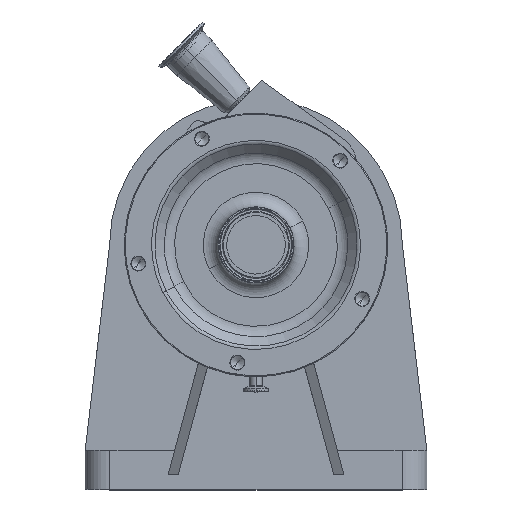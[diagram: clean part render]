
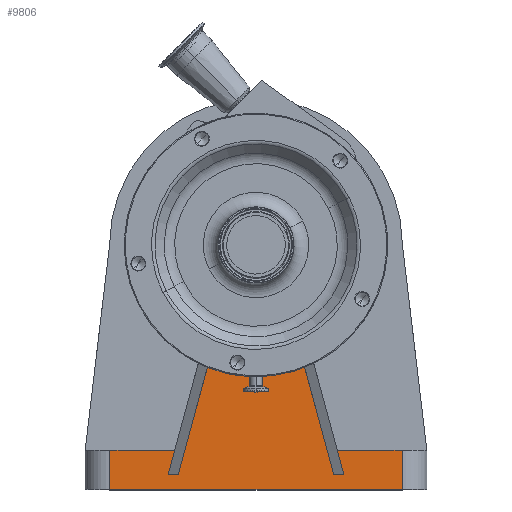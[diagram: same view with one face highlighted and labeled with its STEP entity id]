
A CAD part, top view. The second image highlights one B-rep face of the part: STEP entity #9806.
In plain terms, the highlighted planar face has unit normal (0, 0, 1).
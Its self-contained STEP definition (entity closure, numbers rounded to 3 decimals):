
#58 = VERTEX_POINT ( 'NONE', #6400 ) ;
#247 = ORIENTED_EDGE ( 'NONE', *, *, #4567, .T. ) ;
#395 = VECTOR ( 'NONE', #3699, 1000. ) ;
#605 = CARTESIAN_POINT ( 'NONE',  ( -40.6, -91.387, 120. ) ) ;
#717 = EDGE_CURVE ( 'NONE', #1959, #4937, #3700, .T. ) ;
#760 = CARTESIAN_POINT ( 'NONE',  ( 90., -235., 120. ) ) ;
#1088 = ORIENTED_EDGE ( 'NONE', *, *, #8218, .T. ) ;
#1167 = LINE ( 'NONE', #8942, #9098 ) ;
#1221 = VECTOR ( 'NONE', #4139, 1000. ) ;
#1569 = VECTOR ( 'NONE', #5364, 1000. ) ;
#1685 = LINE ( 'NONE', #8465, #6053 ) ;
#1691 = DIRECTION ( 'NONE',  ( 0.262, 0.965, 0. ) ) ;
#1745 = CARTESIAN_POINT ( 'NONE',  ( 149.6, -210., 120. ) ) ;
#1919 = ORIENTED_EDGE ( 'NONE', *, *, #3513, .F. ) ;
#1959 = VERTEX_POINT ( 'NONE', #4631 ) ;
#2020 = CARTESIAN_POINT ( 'NONE',  ( 149.6, -210., 120. ) ) ;
#2042 = VERTEX_POINT ( 'NONE', #4732 ) ;
#2287 = CARTESIAN_POINT ( 'NONE',  ( 149.6, -250., 120. ) ) ;
#2297 = EDGE_CURVE ( 'NONE', #3673, #1959, #4762, .T. ) ;
#2325 = EDGE_LOOP ( 'NONE', ( #9921, #1919, #6639, #9295, #7777, #247, #8173, #2739, #6749, #8376, #1088, #4538 ) ) ;
#2507 = DIRECTION ( 'NONE',  ( 1., 0., 0. ) ) ;
#2512 = LINE ( 'NONE', #1745, #5069 ) ;
#2693 = LINE ( 'NONE', #5756, #3312 ) ;
#2739 = ORIENTED_EDGE ( 'NONE', *, *, #2297, .F. ) ;
#2924 = EDGE_CURVE ( 'NONE', #3673, #6783, #4913, .T. ) ;
#3083 = LINE ( 'NONE', #9227, #9601 ) ;
#3232 = VERTEX_POINT ( 'NONE', #3862 ) ;
#3312 = VECTOR ( 'NONE', #5850, 1000. ) ;
#3513 = EDGE_CURVE ( 'NONE', #3232, #6224, #1167, .T. ) ;
#3578 = CARTESIAN_POINT ( 'NONE',  ( -149.6, -250., 120. ) ) ;
#3664 = VERTEX_POINT ( 'NONE', #5409 ) ;
#3673 = VERTEX_POINT ( 'NONE', #8496 ) ;
#3699 = DIRECTION ( 'NONE',  ( -0.262, -0.965, 0. ) ) ;
#3700 = LINE ( 'NONE', #4509, #7392 ) ;
#3862 = CARTESIAN_POINT ( 'NONE',  ( -90., -235., 120. ) ) ;
#4139 = DIRECTION ( 'NONE',  ( 0.262, -0.965, 0. ) ) ;
#4291 = DIRECTION ( 'NONE',  ( -1., 0., 0. ) ) ;
#4509 = CARTESIAN_POINT ( 'NONE',  ( 149.6, -210., 120. ) ) ;
#4538 = ORIENTED_EDGE ( 'NONE', *, *, #9391, .T. ) ;
#4567 = EDGE_CURVE ( 'NONE', #7419, #4937, #1685, .T. ) ;
#4631 = CARTESIAN_POINT ( 'NONE',  ( 149.6, -210., 120. ) ) ;
#4661 = DIRECTION ( 'NONE',  ( -0.262, 0.965, 0. ) ) ;
#4732 = CARTESIAN_POINT ( 'NONE',  ( -149.6, -210., 120. ) ) ;
#4762 = LINE ( 'NONE', #6230, #1569 ) ;
#4826 = EDGE_CURVE ( 'NONE', #7726, #6224, #9911, .T. ) ;
#4832 = VECTOR ( 'NONE', #4661, 1000. ) ;
#4836 = DIRECTION ( 'NONE',  ( 1., 0., 0. ) ) ;
#4891 = AXIS2_PLACEMENT_3D ( 'NONE', #2020, #5208, #4291 ) ;
#4913 = LINE ( 'NONE', #7991, #1221 ) ;
#4937 = VERTEX_POINT ( 'NONE', #2287 ) ;
#4944 = DIRECTION ( 'NONE',  ( -1., 0., 0. ) ) ;
#4997 = CARTESIAN_POINT ( 'NONE',  ( 0., 0., 120. ) ) ;
#5064 = CARTESIAN_POINT ( 'NONE',  ( 0., -235., 120. ) ) ;
#5069 = VECTOR ( 'NONE', #4836, 1000. ) ;
#5208 = DIRECTION ( 'NONE',  ( 0., 0., -1. ) ) ;
#5331 = CIRCLE ( 'NONE', #10019, 100. ) ;
#5364 = DIRECTION ( 'NONE',  ( 1., 0., 0. ) ) ;
#5409 = CARTESIAN_POINT ( 'NONE',  ( 79.637, -235., 120. ) ) ;
#5412 = DIRECTION ( 'NONE',  ( 0., -1., 0. ) ) ;
#5499 = CARTESIAN_POINT ( 'NONE',  ( -40.6, -91.387, 120. ) ) ;
#5756 = CARTESIAN_POINT ( 'NONE',  ( -149.6, -210., 120. ) ) ;
#5850 = DIRECTION ( 'NONE',  ( 0., -1., 0. ) ) ;
#5912 = DIRECTION ( 'NONE',  ( 1., 0., 0. ) ) ;
#5915 = EDGE_CURVE ( 'NONE', #3664, #6783, #6527, .T. ) ;
#6053 = VECTOR ( 'NONE', #2507, 1000. ) ;
#6133 = CARTESIAN_POINT ( 'NONE',  ( 80.35, -237.623, 120. ) ) ;
#6224 = VERTEX_POINT ( 'NONE', #8836 ) ;
#6230 = CARTESIAN_POINT ( 'NONE',  ( 149.6, -210., 120. ) ) ;
#6257 = EDGE_CURVE ( 'NONE', #2042, #7419, #2693, .T. ) ;
#6400 = CARTESIAN_POINT ( 'NONE',  ( 40.6, -91.387, 120. ) ) ;
#6474 = EDGE_CURVE ( 'NONE', #3232, #6686, #3083, .T. ) ;
#6527 = LINE ( 'NONE', #5064, #7785 ) ;
#6624 = PLANE ( 'NONE',  #4891 ) ;
#6639 = ORIENTED_EDGE ( 'NONE', *, *, #6474, .T. ) ;
#6651 = EDGE_CURVE ( 'NONE', #2042, #6686, #2512, .T. ) ;
#6686 = VERTEX_POINT ( 'NONE', #8362 ) ;
#6722 = FACE_OUTER_BOUND ( 'NONE', #2325, .T. ) ;
#6749 = ORIENTED_EDGE ( 'NONE', *, *, #2924, .T. ) ;
#6783 = VERTEX_POINT ( 'NONE', #760 ) ;
#7392 = VECTOR ( 'NONE', #5412, 1000. ) ;
#7419 = VERTEX_POINT ( 'NONE', #3578 ) ;
#7726 = VERTEX_POINT ( 'NONE', #5499 ) ;
#7777 = ORIENTED_EDGE ( 'NONE', *, *, #6257, .T. ) ;
#7785 = VECTOR ( 'NONE', #5912, 1000. ) ;
#7991 = CARTESIAN_POINT ( 'NONE',  ( 87.773, -226.806, 120. ) ) ;
#8173 = ORIENTED_EDGE ( 'NONE', *, *, #717, .F. ) ;
#8218 = EDGE_CURVE ( 'NONE', #3664, #58, #8359, .T. ) ;
#8359 = LINE ( 'NONE', #6133, #4832 ) ;
#8362 = CARTESIAN_POINT ( 'NONE',  ( -83.204, -210., 120. ) ) ;
#8376 = ORIENTED_EDGE ( 'NONE', *, *, #5915, .F. ) ;
#8465 = CARTESIAN_POINT ( 'NONE',  ( 149.6, -250., 120. ) ) ;
#8496 = CARTESIAN_POINT ( 'NONE',  ( 83.204, -210., 120. ) ) ;
#8836 = CARTESIAN_POINT ( 'NONE',  ( -79.637, -235., 120. ) ) ;
#8942 = CARTESIAN_POINT ( 'NONE',  ( -90., -235., 120. ) ) ;
#9098 = VECTOR ( 'NONE', #9814, 1000. ) ;
#9227 = CARTESIAN_POINT ( 'NONE',  ( -67.186, -151.072, 120. ) ) ;
#9295 = ORIENTED_EDGE ( 'NONE', *, *, #6651, .F. ) ;
#9391 = EDGE_CURVE ( 'NONE', #58, #7726, #5331, .T. ) ;
#9601 = VECTOR ( 'NONE', #1691, 1000. ) ;
#9677 = DIRECTION ( 'NONE',  ( 0., 0., -1. ) ) ;
#9806 = ADVANCED_FACE ( 'NONE', ( #6722 ), #6624, .F. ) ;
#9814 = DIRECTION ( 'NONE',  ( 1., 0., 0. ) ) ;
#9911 = LINE ( 'NONE', #605, #395 ) ;
#9921 = ORIENTED_EDGE ( 'NONE', *, *, #4826, .T. ) ;
#10019 = AXIS2_PLACEMENT_3D ( 'NONE', #4997, #9677, #4944 ) ;
